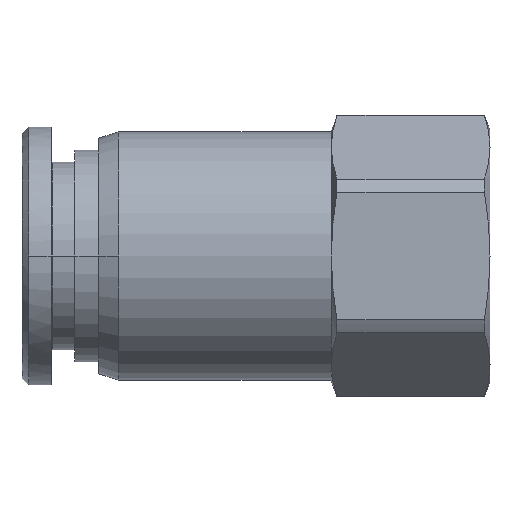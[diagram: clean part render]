
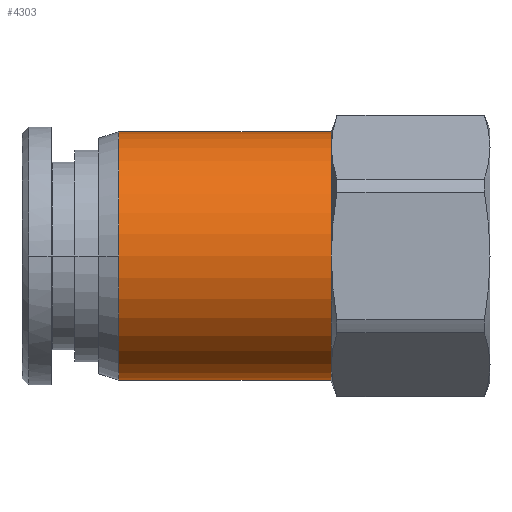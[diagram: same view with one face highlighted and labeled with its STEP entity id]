
A CAD part, front view. The second image highlights one B-rep face of the part: STEP entity #4303.
In plain terms, the highlighted cylindrical face has radius 9.4 mm (diameter 18.8 mm), a partial arc.
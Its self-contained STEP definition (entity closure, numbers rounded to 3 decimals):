
#1 = EDGE_CURVE ( 'NONE', #1603, #9916, #10997, .T. ) ;
#346 = EDGE_CURVE ( 'NONE', #1603, #13341, #7951, .T. ) ;
#682 = CARTESIAN_POINT ( 'NONE',  ( -3., 0., 9.4 ) ) ;
#915 = DIRECTION ( 'NONE',  ( 1., 0., 0. ) ) ;
#1118 = VECTOR ( 'NONE', #8297, 1000. ) ;
#1186 = DIRECTION ( 'NONE',  ( 1., 0., 0. ) ) ;
#1408 = CARTESIAN_POINT ( 'NONE',  ( -19.1, 0., -9.4 ) ) ;
#1428 = FACE_OUTER_BOUND ( 'NONE', #2685, .T. ) ;
#1603 = VERTEX_POINT ( 'NONE', #9381 ) ;
#2185 = ORIENTED_EDGE ( 'NONE', *, *, #11627, .T. ) ;
#2584 = AXIS2_PLACEMENT_3D ( 'NONE', #5102, #9411, #6226 ) ;
#2685 = EDGE_LOOP ( 'NONE', ( #4227, #4610, #2185, #8185, #6212 ) ) ;
#3119 = CARTESIAN_POINT ( 'NONE',  ( -19.1, 0., 0. ) ) ;
#3156 = CIRCLE ( 'NONE', #3497, 9.4 ) ;
#3497 = AXIS2_PLACEMENT_3D ( 'NONE', #3119, #915, #11887 ) ;
#3851 = CARTESIAN_POINT ( 'NONE',  ( -11.05, 0., 0. ) ) ;
#3947 = CYLINDRICAL_SURFACE ( 'NONE', #5929, 9.4 ) ;
#4110 = CARTESIAN_POINT ( 'NONE',  ( -11.05, 0., -9.4 ) ) ;
#4227 = ORIENTED_EDGE ( 'NONE', *, *, #1, .F. ) ;
#4303 = ADVANCED_FACE ( 'NONE', ( #1428 ), #3947, .T. ) ;
#4590 = AXIS2_PLACEMENT_3D ( 'NONE', #7694, #1186, #8775 ) ;
#4610 = ORIENTED_EDGE ( 'NONE', *, *, #346, .T. ) ;
#4740 = DIRECTION ( 'NONE',  ( 1., 0., 0. ) ) ;
#4764 = CARTESIAN_POINT ( 'NONE',  ( -11.05, 0., 9.4 ) ) ;
#5102 = CARTESIAN_POINT ( 'NONE',  ( -3., 0., 0. ) ) ;
#5167 = LINE ( 'NONE', #4110, #1118 ) ;
#5599 = CARTESIAN_POINT ( 'NONE',  ( -3., 0., -9.4 ) ) ;
#5929 = AXIS2_PLACEMENT_3D ( 'NONE', #3851, #4740, #7152 ) ;
#6212 = ORIENTED_EDGE ( 'NONE', *, *, #11604, .T. ) ;
#6226 = DIRECTION ( 'NONE',  ( 0., 0., -1. ) ) ;
#7152 = DIRECTION ( 'NONE',  ( 0., 0., -1. ) ) ;
#7694 = CARTESIAN_POINT ( 'NONE',  ( -19.1, 0., 0. ) ) ;
#7951 = CIRCLE ( 'NONE', #4590, 9.4 ) ;
#8185 = ORIENTED_EDGE ( 'NONE', *, *, #9935, .T. ) ;
#8297 = DIRECTION ( 'NONE',  ( 1., 0., 0. ) ) ;
#8775 = DIRECTION ( 'NONE',  ( 0., 0., -1. ) ) ;
#9065 = DIRECTION ( 'NONE',  ( 1., 0., 0. ) ) ;
#9381 = CARTESIAN_POINT ( 'NONE',  ( -19.1, 0., 9.4 ) ) ;
#9411 = DIRECTION ( 'NONE',  ( -1., 0., 0. ) ) ;
#9763 = VERTEX_POINT ( 'NONE', #5599 ) ;
#9916 = VERTEX_POINT ( 'NONE', #682 ) ;
#9935 = EDGE_CURVE ( 'NONE', #12363, #9763, #5167, .T. ) ;
#10997 = LINE ( 'NONE', #4764, #11176 ) ;
#11172 = CARTESIAN_POINT ( 'NONE',  ( -19.1, -9.4, 0. ) ) ;
#11176 = VECTOR ( 'NONE', #9065, 1000. ) ;
#11503 = CIRCLE ( 'NONE', #2584, 9.4 ) ;
#11604 = EDGE_CURVE ( 'NONE', #9763, #9916, #11503, .T. ) ;
#11627 = EDGE_CURVE ( 'NONE', #13341, #12363, #3156, .T. ) ;
#11887 = DIRECTION ( 'NONE',  ( 0., 0., -1. ) ) ;
#12363 = VERTEX_POINT ( 'NONE', #1408 ) ;
#13341 = VERTEX_POINT ( 'NONE', #11172 ) ;
